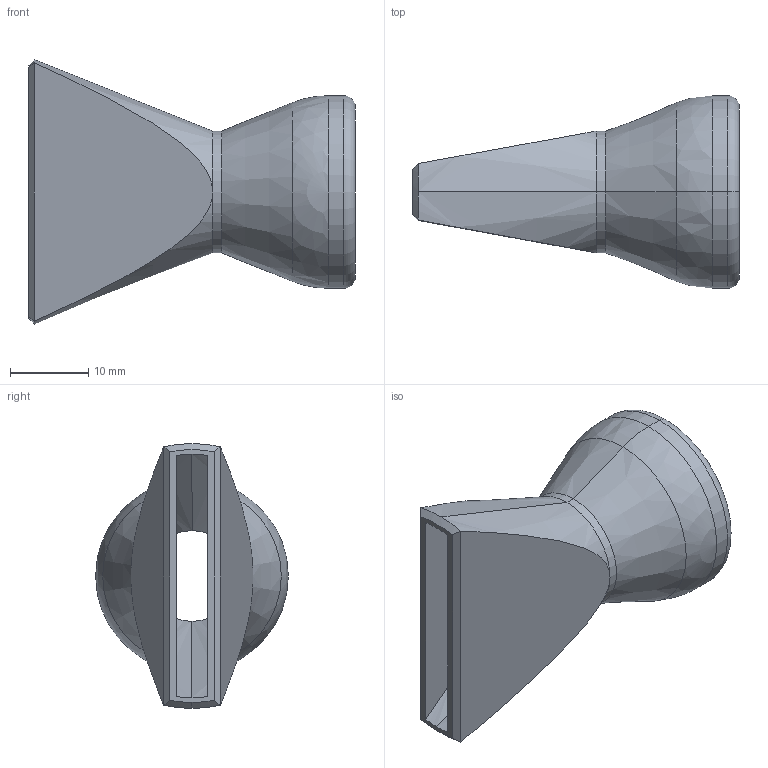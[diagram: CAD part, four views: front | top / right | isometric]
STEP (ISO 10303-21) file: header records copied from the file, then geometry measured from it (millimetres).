
FILE_DESCRIPTION (( 'STEP AP203' ), '1' );
FILE_NAME ('1-2 x 1-1-4 Flare Nozzle.STEP', '2005-02-04T23:57:23', ( 'mark lockwood' ), ( 'lockwood products inc.' ), 'SwSTEP 2.0', 'SolidWorks 2004146', '' );
FILE_SCHEMA (( 'CONFIG_CONTROL_DESIGN' ));
Length unit declared in the file: inch
Products named in the file (1): 1-2 x 1-1-4 Flare Nozzle
Bounding box: 41.91 x 24.69 x 33.91 mm (x, y, z)
Volume: 4221 mm3; surface area: 5542.1 mm2
Topology: 1 solids, 1 shells, 32 faces, 78 edges, 44 vertices
Faces by surface type: cone 12, plane 8, cylinder 6, sphere 4, torus 2
Entity records: 1117 total; most frequent: CARTESIAN_POINT 331, DIRECTION 164, ORIENTED_EDGE 138, AXIS2_PLACEMENT_3D 72, EDGE_CURVE 69, CIRCLE 39, VERTEX_POINT 39, EDGE_LOOP 34
